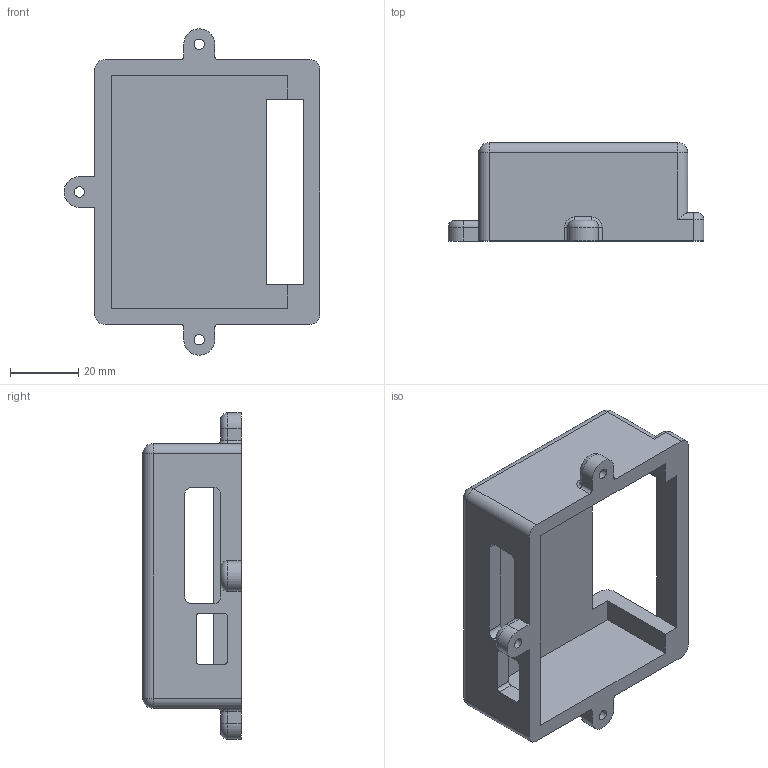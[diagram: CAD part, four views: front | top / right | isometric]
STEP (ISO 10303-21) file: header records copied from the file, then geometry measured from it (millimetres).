
FILE_DESCRIPTION(/* description */ (''),/* implementation_level */ '2;1');
FILE_NAME(/* name */ 'ODrive_S1_Single_Cover.stp',/* time_stamp */ '2024-05-27T21:04:13-07:00',/* author */ ('aaedm'),/* organization */ (''),/* preprocessor_version */ 'ST-DEVELOPER v19.2',/* originating_system */ 'Autodesk Inventor 2023',/* authorisation */ '');
FILE_SCHEMA (('AUTOMOTIVE_DESIGN { 1 0 10303 214 3 1 1 }'));
Length unit declared in the file: inch
Products named in the file (1): ODrive_S1_Cover
Bounding box: 74.92 x 28.82 x 95.53 mm (x, y, z)
Volume: 44237.5 mm3; surface area: 21337 mm2
Topology: 1 solids, 1 shells, 88 faces, 232 edges, 144 vertices
Faces by surface type: cylinder 40, plane 35, torus 7, sphere 4, bspline 2
Full cylindrical faces by diameter (mm): 3 x3
Entity records: 2798 total; most frequent: CARTESIAN_POINT 499, DIRECTION 491, ORIENTED_EDGE 464, EDGE_CURVE 232, AXIS2_PLACEMENT_3D 174, VERTEX_POINT 144, LINE 143, VECTOR 143
